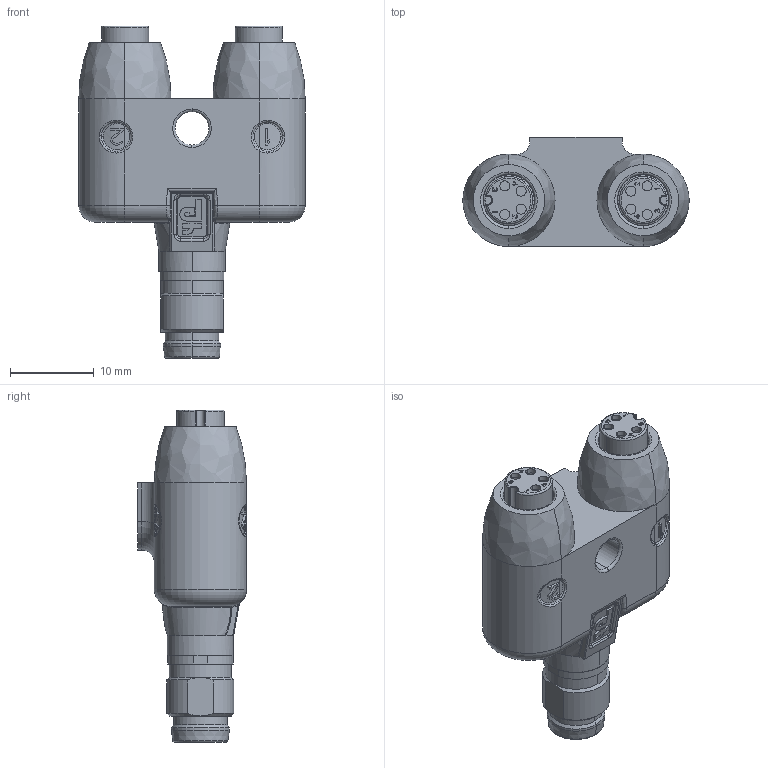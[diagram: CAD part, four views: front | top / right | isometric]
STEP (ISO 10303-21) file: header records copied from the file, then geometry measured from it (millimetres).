
FILE_DESCRIPTION((''),'2;1');
FILE_NAME('CAD-8796_SW0001','2023-09-04T08:41:07',('creinig-se'),(''),'CREO PARAMETRIC BY PTC INC, 2022284','CREO PARAMETRIC BY PTC INC, 2022284','');
FILE_SCHEMA(('CONFIG_CONTROL_DESIGN','SHAPE_APPEARANCE_LAYERS_GROUPS'));
Length unit declared in the file: millimetre
Products named in the file (1): CAD-8796_SW0001
Bounding box: 27 x 13 x 39.6 mm (x, y, z)
Volume: 5529.6 mm3; surface area: 3462.6 mm2
Topology: 5 solids, 5 shells, 875 faces, 2343 edges, 1524 vertices
Faces by surface type: plane 544, cylinder 184, bspline 62, torus 45, cone 34, extrusion 4, sphere 2
Entity records: 37239 total; most frequent: CARTESIAN_POINT 9419, ORIENTED_EDGE 4682, DIRECTION 4258, EDGE_CURVE 2341, VERTEX_POINT 1524, VECTOR 1518, LINE 1514, AXIS2_PLACEMENT_3D 1370
